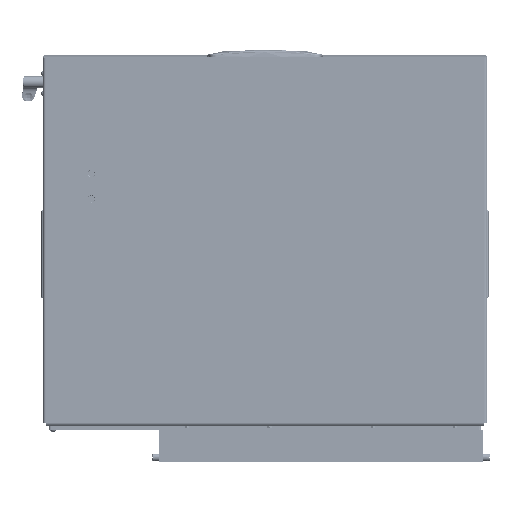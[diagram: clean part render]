
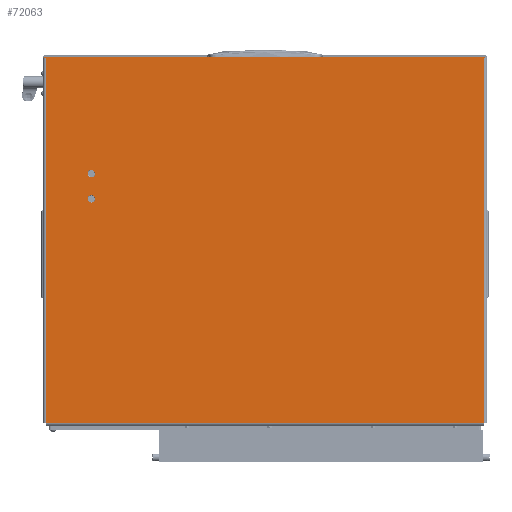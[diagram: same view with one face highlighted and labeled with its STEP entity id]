
A CAD part, front view. The second image highlights one B-rep face of the part: STEP entity #72063.
In plain terms, the highlighted face is planar.
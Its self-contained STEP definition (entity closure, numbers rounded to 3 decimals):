
#1718 = LINE ( 'NONE', #130607, #65072 ) ;
#2632 = VERTEX_POINT ( 'NONE', #88165 ) ;
#3919 = EDGE_LOOP ( 'NONE', ( #151698, #53256 ) ) ;
#4477 = VECTOR ( 'NONE', #13523, 1000. ) ;
#11374 = VECTOR ( 'NONE', #45554, 1000. ) ;
#12520 = EDGE_CURVE ( 'NONE', #58350, #67736, #1718, .T. ) ;
#12534 = VERTEX_POINT ( 'NONE', #95764 ) ;
#13106 = EDGE_CURVE ( 'NONE', #96694, #40211, #141293, .T. ) ;
#13523 = DIRECTION ( 'NONE',  ( 0., 1., 0. ) ) ;
#14663 = CARTESIAN_POINT ( 'NONE',  ( 160., 545., 0. ) ) ;
#17415 = FACE_OUTER_BOUND ( 'NONE', #147951, .T. ) ;
#18106 = ORIENTED_EDGE ( 'NONE', *, *, #54262, .F. ) ;
#20708 = ORIENTED_EDGE ( 'NONE', *, *, #77256, .F. ) ;
#23633 = PLANE ( 'NONE',  #71576 ) ;
#26298 = VERTEX_POINT ( 'NONE', #73071 ) ;
#26856 = FACE_BOUND ( 'NONE', #3919, .T. ) ;
#28032 = DIRECTION ( 'NONE',  ( 0., 0., -1. ) ) ;
#35256 = ORIENTED_EDGE ( 'NONE', *, *, #93626, .T. ) ;
#36282 = ORIENTED_EDGE ( 'NONE', *, *, #13106, .F. ) ;
#36535 = CARTESIAN_POINT ( 'NONE',  ( 0., -2., 0. ) ) ;
#36998 = LINE ( 'NONE', #86280, #4477 ) ;
#40211 = VERTEX_POINT ( 'NONE', #48724 ) ;
#40319 = DIRECTION ( 'NONE',  ( 0., 0., -1. ) ) ;
#41426 = EDGE_CURVE ( 'NONE', #87334, #12534, #90609, .T. ) ;
#43075 = CARTESIAN_POINT ( 'NONE',  ( 506., 608., 0. ) ) ;
#43887 = VERTEX_POINT ( 'NONE', #70536 ) ;
#45352 = ORIENTED_EDGE ( 'NONE', *, *, #54529, .T. ) ;
#45456 = CIRCLE ( 'NONE', #145965, 5.2 ) ;
#45554 = DIRECTION ( 'NONE',  ( -1., 0., 0. ) ) ;
#45921 = LINE ( 'NONE', #70737, #11374 ) ;
#45927 = EDGE_LOOP ( 'NONE', ( #20708, #18106 ) ) ;
#46590 = DIRECTION ( 'NONE',  ( 0., -1., 0. ) ) ;
#46624 = EDGE_CURVE ( 'NONE', #89220, #67736, #90078, .T. ) ;
#48724 = CARTESIAN_POINT ( 'NONE',  ( 0., 610., 0. ) ) ;
#52458 = CARTESIAN_POINT ( 'NONE',  ( 165.2, 545., 0. ) ) ;
#52963 = CARTESIAN_POINT ( 'NONE',  ( 0., 0., 0. ) ) ;
#53256 = ORIENTED_EDGE ( 'NONE', *, *, #41426, .F. ) ;
#54262 = EDGE_CURVE ( 'NONE', #26298, #2632, #45456, .T. ) ;
#54529 = EDGE_CURVE ( 'NONE', #43887, #104473, #97158, .T. ) ;
#54991 = DIRECTION ( 'NONE',  ( 1., 0., 0. ) ) ;
#55737 = VECTOR ( 'NONE', #123704, 1000. ) ;
#56354 = CARTESIAN_POINT ( 'NONE',  ( 160., 545., 0. ) ) ;
#58350 = VERTEX_POINT ( 'NONE', #43075 ) ;
#59210 = ORIENTED_EDGE ( 'NONE', *, *, #12520, .T. ) ;
#61677 = CARTESIAN_POINT ( 'NONE',  ( 506., 0., 0. ) ) ;
#63809 = DIRECTION ( 'NONE',  ( 0., 0., -1. ) ) ;
#65072 = VECTOR ( 'NONE', #46590, 1000. ) ;
#67736 = VERTEX_POINT ( 'NONE', #61677 ) ;
#68533 = CARTESIAN_POINT ( 'NONE',  ( -2., 610., 0. ) ) ;
#68690 = DIRECTION ( 'NONE',  ( 0., 0., -1. ) ) ;
#70371 = VECTOR ( 'NONE', #145240, 1000. ) ;
#70536 = CARTESIAN_POINT ( 'NONE',  ( -2., -2., 0. ) ) ;
#70737 = CARTESIAN_POINT ( 'NONE',  ( 0., 608., 0. ) ) ;
#71576 = AXIS2_PLACEMENT_3D ( 'NONE', #109770, #63809, #76073 ) ;
#71880 = LINE ( 'NONE', #152297, #155927 ) ;
#72063 = ADVANCED_FACE ( 'NONE', ( #26856, #139871, #17415 ), #23633, .T. ) ;
#73071 = CARTESIAN_POINT ( 'NONE',  ( 200.2, 545., 0. ) ) ;
#75054 = CARTESIAN_POINT ( 'NONE',  ( 0., 608., 0. ) ) ;
#76073 = DIRECTION ( 'NONE',  ( -1., 0., 0. ) ) ;
#77256 = EDGE_CURVE ( 'NONE', #2632, #26298, #144943, .T. ) ;
#78020 = DIRECTION ( 'NONE',  ( 0., 0., -1. ) ) ;
#80201 = CIRCLE ( 'NONE', #117003, 5.2 ) ;
#83032 = ORIENTED_EDGE ( 'NONE', *, *, #95978, .F. ) ;
#83185 = LINE ( 'NONE', #36535, #85026 ) ;
#85026 = VECTOR ( 'NONE', #108752, 1000. ) ;
#85936 = ORIENTED_EDGE ( 'NONE', *, *, #156356, .T. ) ;
#86280 = CARTESIAN_POINT ( 'NONE',  ( 0., -4., 0. ) ) ;
#87334 = VERTEX_POINT ( 'NONE', #52458 ) ;
#88165 = CARTESIAN_POINT ( 'NONE',  ( 189.8, 545., 0. ) ) ;
#89220 = VERTEX_POINT ( 'NONE', #52963 ) ;
#90078 = LINE ( 'NONE', #124250, #55737 ) ;
#90313 = DIRECTION ( 'NONE',  ( -1., 0., 0. ) ) ;
#90609 = CIRCLE ( 'NONE', #103381, 5.2 ) ;
#92723 = DIRECTION ( 'NONE',  ( -1., 0., 0. ) ) ;
#93626 = EDGE_CURVE ( 'NONE', #104473, #40211, #71880, .T. ) ;
#95764 = CARTESIAN_POINT ( 'NONE',  ( 154.8, 545., 0. ) ) ;
#95978 = EDGE_CURVE ( 'NONE', #58350, #96694, #45921, .T. ) ;
#96694 = VERTEX_POINT ( 'NONE', #75054 ) ;
#97158 = LINE ( 'NONE', #106796, #70371 ) ;
#99500 = EDGE_CURVE ( 'NONE', #111046, #89220, #36998, .T. ) ;
#101381 = CARTESIAN_POINT ( 'NONE',  ( 195., 545., 0. ) ) ;
#103381 = AXIS2_PLACEMENT_3D ( 'NONE', #14663, #40319, #138738 ) ;
#104473 = VERTEX_POINT ( 'NONE', #68533 ) ;
#106796 = CARTESIAN_POINT ( 'NONE',  ( -2., -4., 0. ) ) ;
#108752 = DIRECTION ( 'NONE',  ( -1., 0., 0. ) ) ;
#109770 = CARTESIAN_POINT ( 'NONE',  ( 0., 608., 0. ) ) ;
#111046 = VERTEX_POINT ( 'NONE', #145912 ) ;
#113211 = ORIENTED_EDGE ( 'NONE', *, *, #99500, .F. ) ;
#113598 = DIRECTION ( 'NONE',  ( -1., 0., 0. ) ) ;
#117003 = AXIS2_PLACEMENT_3D ( 'NONE', #56354, #68690, #92723 ) ;
#118361 = AXIS2_PLACEMENT_3D ( 'NONE', #101381, #28032, #113598 ) ;
#122140 = EDGE_CURVE ( 'NONE', #12534, #87334, #80201, .T. ) ;
#123704 = DIRECTION ( 'NONE',  ( 1., 0., 0. ) ) ;
#124250 = CARTESIAN_POINT ( 'NONE',  ( 0., 0., 0. ) ) ;
#126700 = CARTESIAN_POINT ( 'NONE',  ( 195., 545., 0. ) ) ;
#129886 = DIRECTION ( 'NONE',  ( 0., 1., 0. ) ) ;
#130607 = CARTESIAN_POINT ( 'NONE',  ( 506., 608., 0. ) ) ;
#138738 = DIRECTION ( 'NONE',  ( -1., 0., 0. ) ) ;
#139871 = FACE_BOUND ( 'NONE', #45927, .T. ) ;
#141293 = LINE ( 'NONE', #154477, #146923 ) ;
#144943 = CIRCLE ( 'NONE', #118361, 5.2 ) ;
#145240 = DIRECTION ( 'NONE',  ( 0., 1., 0. ) ) ;
#145912 = CARTESIAN_POINT ( 'NONE',  ( 0., -2., 0. ) ) ;
#145965 = AXIS2_PLACEMENT_3D ( 'NONE', #126700, #78020, #90313 ) ;
#146923 = VECTOR ( 'NONE', #129886, 1000. ) ;
#147951 = EDGE_LOOP ( 'NONE', ( #113211, #85936, #45352, #35256, #36282, #83032, #59210, #157166 ) ) ;
#151698 = ORIENTED_EDGE ( 'NONE', *, *, #122140, .F. ) ;
#152297 = CARTESIAN_POINT ( 'NONE',  ( 0., 610., 0. ) ) ;
#154477 = CARTESIAN_POINT ( 'NONE',  ( 0., -4., 0. ) ) ;
#155927 = VECTOR ( 'NONE', #54991, 1000. ) ;
#156356 = EDGE_CURVE ( 'NONE', #111046, #43887, #83185, .T. ) ;
#157166 = ORIENTED_EDGE ( 'NONE', *, *, #46624, .F. ) ;
